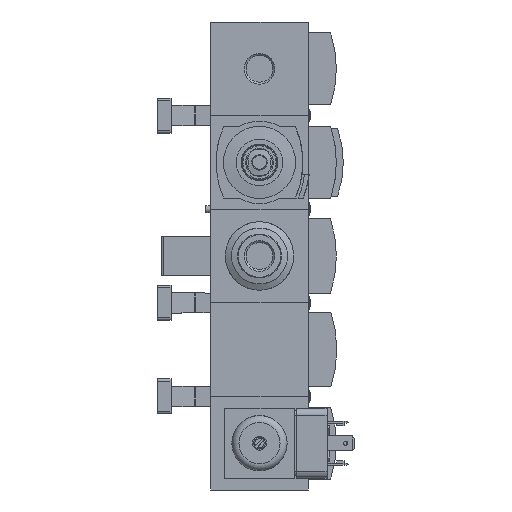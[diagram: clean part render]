
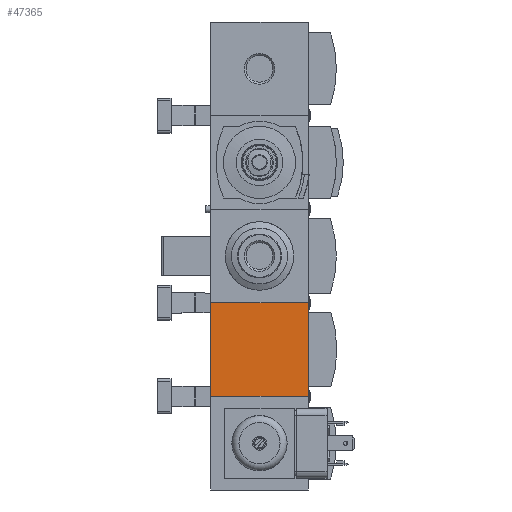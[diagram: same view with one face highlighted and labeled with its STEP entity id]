
A CAD part, front view. The second image highlights one B-rep face of the part: STEP entity #47365.
In plain terms, the highlighted planar face has unit normal (0, -1, 0).
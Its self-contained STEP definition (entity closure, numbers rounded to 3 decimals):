
#1328=PLANE('',#50248);
#4188=LINE('',#68464,#8065);
#4294=LINE('',#68686,#8171);
#4309=LINE('',#68724,#8186);
#4350=LINE('',#68832,#8227);
#8065=VECTOR('',#57470,1000.);
#8171=VECTOR('',#57642,1000.);
#8186=VECTOR('',#57671,1000.);
#8227=VECTOR('',#57754,1000.);
#16761=ORIENTED_EDGE('',*,*,#23275,.F.);
#16762=ORIENTED_EDGE('',*,*,#23389,.F.);
#16763=ORIENTED_EDGE('',*,*,#23463,.F.);
#16764=ORIENTED_EDGE('',*,*,#23409,.F.);
#23275=EDGE_CURVE('',#27413,#27414,#4188,.T.);
#23389=EDGE_CURVE('',#27496,#27413,#4294,.T.);
#23409=EDGE_CURVE('',#27414,#27513,#4309,.T.);
#23463=EDGE_CURVE('',#27513,#27496,#4350,.T.);
#27413=VERTEX_POINT('',#68463);
#27414=VERTEX_POINT('',#68465);
#27496=VERTEX_POINT('',#68685);
#27513=VERTEX_POINT('',#68725);
#31252=EDGE_LOOP('',(#16761,#16762,#16763,#16764));
#33573=FACE_BOUND('',#31252,.T.);
#47365=ADVANCED_FACE('',(#33573),#1328,.F.);
#50248=AXIS2_PLACEMENT_3D('',#69414,#58251,#58252);
#57470=DIRECTION('',(0.,0.,1.));
#57642=DIRECTION('',(-1.,0.,0.));
#57671=DIRECTION('',(1.,0.,0.));
#57754=DIRECTION('',(0.,0.,-1.));
#58251=DIRECTION('',(0.,1.,0.));
#58252=DIRECTION('',(0.,0.,1.));
#68463=CARTESIAN_POINT('',(-21.,-31.5,-20.1));
#68464=CARTESIAN_POINT('',(-21.,-31.5,-20.1));
#68465=CARTESIAN_POINT('',(-21.,-31.5,20.1));
#68685=CARTESIAN_POINT('',(21.,-31.5,-20.1));
#68686=CARTESIAN_POINT('',(21.,-31.5,-20.1));
#68724=CARTESIAN_POINT('',(-21.,-31.5,20.1));
#68725=CARTESIAN_POINT('',(21.,-31.5,20.1));
#68832=CARTESIAN_POINT('',(21.,-31.5,20.1));
#69414=CARTESIAN_POINT('',(0.,-31.5,0.));
